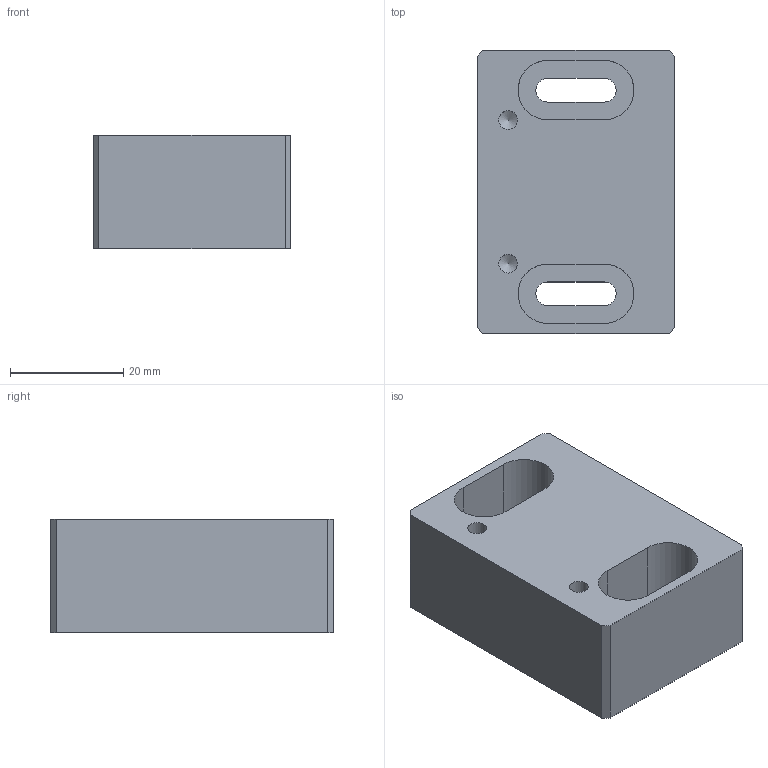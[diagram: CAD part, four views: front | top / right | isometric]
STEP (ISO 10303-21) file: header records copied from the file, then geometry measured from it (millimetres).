
FILE_DESCRIPTION(('FreeCAD Model'),'2;1');
FILE_NAME('SupportFinCourseX.step','2020-03-14T16:19:35',('Author'),(''), 'Open CASCADE STEP processor 7.3','FreeCAD','Unknown');
FILE_SCHEMA(('AUTOMOTIVE_DESIGN { 1 0 10303 214 1 1 1 1 }'));
Length unit declared in the file: millimetre
Products named in the file (1): SupportLimitX
Bounding box: 35 x 50 x 20 mm (x, y, z)
Volume: 29614.1 mm3; surface area: 8537.1 mm2
Topology: 1 solids, 1 shells, 32 faces, 82 edges, 54 vertices
Faces by surface type: plane 20, cylinder 10, cone 2
Full cylindrical faces by diameter (mm): 3.3 x2
Entity records: 2029 total; most frequent: CARTESIAN_POINT 327, DIRECTION 326, LINE 202, VECTOR 202, ORIENTED_EDGE 160, PCURVE 160, DEFINITIONAL_REPRESENTATION 160, EDGE_CURVE 80
